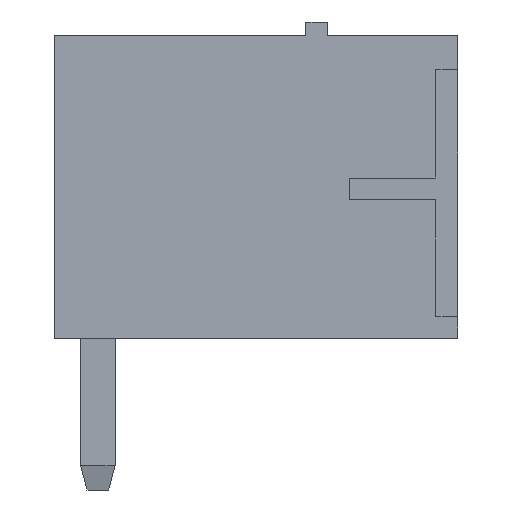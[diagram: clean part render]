
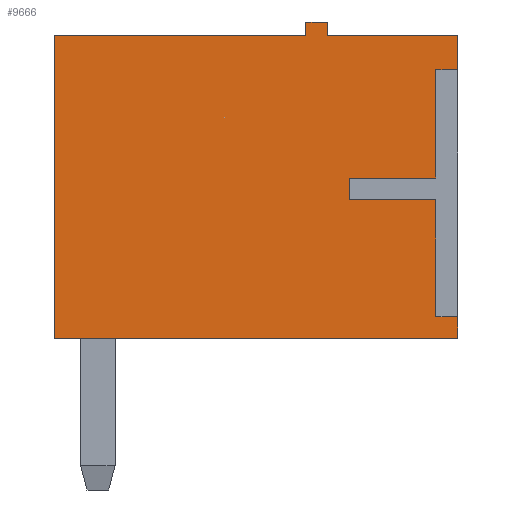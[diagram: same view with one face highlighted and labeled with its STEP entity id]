
A CAD part, left-side view. The second image highlights one B-rep face of the part: STEP entity #9666.
In plain terms, the highlighted planar face has unit normal (-1, 0, 0).
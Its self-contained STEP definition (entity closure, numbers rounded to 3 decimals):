
#502=FACE_OUTER_BOUND('',#1060,.T.);
#1060=EDGE_LOOP('',(#7778,#7779,#7780,#7781,#7782,#7783,#7784,#7785,#7786,
#7787,#7788,#7789,#7790,#7791,#7792,#7793));
#1441=LINE('',#13217,#2693);
#1567=LINE('',#13499,#2819);
#1980=LINE('',#14348,#3232);
#1984=LINE('',#14355,#3236);
#2172=LINE('',#14781,#3424);
#2178=LINE('',#14793,#3430);
#2179=LINE('',#14795,#3431);
#2181=LINE('',#14798,#3433);
#2183=LINE('',#14802,#3435);
#2186=LINE('',#14808,#3438);
#2189=LINE('',#14813,#3441);
#2191=LINE('',#14818,#3443);
#2192=LINE('',#14820,#3444);
#2193=LINE('',#14822,#3445);
#2194=LINE('',#14823,#3446);
#2195=LINE('',#14824,#3447);
#2693=VECTOR('',#10781,5.8);
#2819=VECTOR('',#10965,9.3);
#3232=VECTOR('',#11690,0.8);
#3236=VECTOR('',#11694,0.5);
#3424=VECTOR('',#12108,2.7);
#3430=VECTOR('',#12116,2.5);
#3431=VECTOR('',#12119,0.5);
#3433=VECTOR('',#12123,0.5);
#3435=VECTOR('',#12127,2.);
#3438=VECTOR('',#12132,0.5);
#3441=VECTOR('',#12137,2.);
#3443=VECTOR('',#12143,3.);
#3444=VECTOR('',#12144,0.3);
#3445=VECTOR('',#12145,0.5);
#3446=VECTOR('',#12146,0.3);
#3447=VECTOR('',#12147,7.);
#3868=VERTEX_POINT('',#13210);
#3871=VERTEX_POINT('',#13215);
#3996=VERTEX_POINT('',#13495);
#3998=VERTEX_POINT('',#13498);
#4277=VERTEX_POINT('',#14345);
#4278=VERTEX_POINT('',#14347);
#4281=VERTEX_POINT('',#14353);
#4404=VERTEX_POINT('',#14777);
#4406=VERTEX_POINT('',#14780);
#4408=VERTEX_POINT('',#14786);
#4411=VERTEX_POINT('',#14791);
#4412=VERTEX_POINT('',#14801);
#4414=VERTEX_POINT('',#14807);
#4416=VERTEX_POINT('',#14817);
#4417=VERTEX_POINT('',#14819);
#4418=VERTEX_POINT('',#14821);
#4800=EDGE_CURVE('',#3871,#3868,#1441,.T.);
#4926=EDGE_CURVE('',#3996,#3998,#1567,.T.);
#5359=EDGE_CURVE('',#4277,#4278,#1980,.T.);
#5363=EDGE_CURVE('',#4281,#3996,#1984,.T.);
#5566=EDGE_CURVE('',#4406,#4404,#2172,.T.);
#5572=EDGE_CURVE('',#4408,#4411,#2178,.T.);
#5573=EDGE_CURVE('',#4411,#4278,#2179,.T.);
#5575=EDGE_CURVE('',#4281,#4406,#2181,.T.);
#5577=EDGE_CURVE('',#4412,#4408,#2183,.T.);
#5580=EDGE_CURVE('',#4414,#4412,#2186,.T.);
#5583=EDGE_CURVE('',#4404,#4414,#2189,.T.);
#5585=EDGE_CURVE('',#4416,#4277,#2191,.T.);
#5586=EDGE_CURVE('',#4417,#4416,#2192,.T.);
#5587=EDGE_CURVE('',#4418,#4417,#2193,.T.);
#5588=EDGE_CURVE('',#3868,#4418,#2194,.T.);
#5589=EDGE_CURVE('',#3998,#3871,#2195,.T.);
#7778=ORIENTED_EDGE('',*,*,#5575,.T.);
#7779=ORIENTED_EDGE('',*,*,#5566,.T.);
#7780=ORIENTED_EDGE('',*,*,#5583,.T.);
#7781=ORIENTED_EDGE('',*,*,#5580,.T.);
#7782=ORIENTED_EDGE('',*,*,#5577,.T.);
#7783=ORIENTED_EDGE('',*,*,#5572,.T.);
#7784=ORIENTED_EDGE('',*,*,#5573,.T.);
#7785=ORIENTED_EDGE('',*,*,#5359,.F.);
#7786=ORIENTED_EDGE('',*,*,#5585,.F.);
#7787=ORIENTED_EDGE('',*,*,#5586,.F.);
#7788=ORIENTED_EDGE('',*,*,#5587,.F.);
#7789=ORIENTED_EDGE('',*,*,#5588,.F.);
#7790=ORIENTED_EDGE('',*,*,#4800,.F.);
#7791=ORIENTED_EDGE('',*,*,#5589,.F.);
#7792=ORIENTED_EDGE('',*,*,#4926,.F.);
#7793=ORIENTED_EDGE('',*,*,#5363,.F.);
#8809=PLANE('',#10210);
#9666=ADVANCED_FACE('',(#502),#8809,.T.);
#10210=AXIS2_PLACEMENT_3D('',#14816,#12141,#12142);
#10781=DIRECTION('',(0.,-1.,0.));
#10965=DIRECTION('',(0.,1.,0.));
#11690=DIRECTION('',(0.,0.,-1.));
#11694=DIRECTION('',(0.,0.,-1.));
#12108=DIRECTION('',(0.,0.,1.));
#12116=DIRECTION('',(0.,0.,1.));
#12119=DIRECTION('',(0.,-1.,0.));
#12123=DIRECTION('',(0.,1.,0.));
#12127=DIRECTION('',(0.,-1.,0.));
#12132=DIRECTION('',(0.,0.,1.));
#12137=DIRECTION('',(0.,1.,0.));
#12141=DIRECTION('center_axis',(-1.,0.,0.));
#12142=DIRECTION('ref_axis',(0.,0.,-1.));
#12143=DIRECTION('',(0.,-1.,0.));
#12144=DIRECTION('',(0.,0.,-1.));
#12145=DIRECTION('',(0.,-1.,0.));
#12146=DIRECTION('',(0.,0.,1.));
#12147=DIRECTION('',(0.,0.,1.));
#13210=CARTESIAN_POINT('',(-13.685,-4.8,7.));
#13215=CARTESIAN_POINT('',(-13.685,1.,7.));
#13217=CARTESIAN_POINT('',(-13.685,-0.5,7.));
#13495=CARTESIAN_POINT('',(-13.685,-8.3,0.));
#13498=CARTESIAN_POINT('',(-13.685,1.,0.));
#13499=CARTESIAN_POINT('',(-13.685,-0.5,0.));
#14345=CARTESIAN_POINT('',(-13.685,-8.3,7.));
#14347=CARTESIAN_POINT('',(-13.685,-8.3,6.2));
#14348=CARTESIAN_POINT('',(-13.685,-8.3,7.));
#14353=CARTESIAN_POINT('',(-13.685,-8.3,0.5));
#14355=CARTESIAN_POINT('',(-13.685,-8.3,7.));
#14777=CARTESIAN_POINT('',(-13.685,-7.8,3.2));
#14780=CARTESIAN_POINT('',(-13.685,-7.8,0.5));
#14781=CARTESIAN_POINT('',(-13.685,-7.8,3.75));
#14786=CARTESIAN_POINT('',(-13.685,-7.8,3.7));
#14791=CARTESIAN_POINT('',(-13.685,-7.8,6.2));
#14793=CARTESIAN_POINT('',(-13.685,-7.8,3.75));
#14795=CARTESIAN_POINT('',(-13.685,-4.15,6.2));
#14798=CARTESIAN_POINT('',(-13.685,-4.4,0.5));
#14801=CARTESIAN_POINT('',(-13.685,-5.8,3.7));
#14802=CARTESIAN_POINT('',(-13.685,-3.15,3.7));
#14807=CARTESIAN_POINT('',(-13.685,-5.8,3.2));
#14808=CARTESIAN_POINT('',(-13.685,-5.8,5.1));
#14813=CARTESIAN_POINT('',(-13.685,-4.15,3.2));
#14816=CARTESIAN_POINT('Origin',(-13.685,-0.5,7.));
#14817=CARTESIAN_POINT('',(-13.685,-5.3,7.));
#14818=CARTESIAN_POINT('',(-13.685,-0.5,7.));
#14819=CARTESIAN_POINT('',(-13.685,-5.3,7.3));
#14820=CARTESIAN_POINT('',(-13.685,-5.3,6.95));
#14821=CARTESIAN_POINT('',(-13.685,-4.8,7.3));
#14822=CARTESIAN_POINT('',(-13.685,-4.475,7.3));
#14823=CARTESIAN_POINT('',(-13.685,-4.8,7.1));
#14824=CARTESIAN_POINT('',(-13.685,1.,0.));
